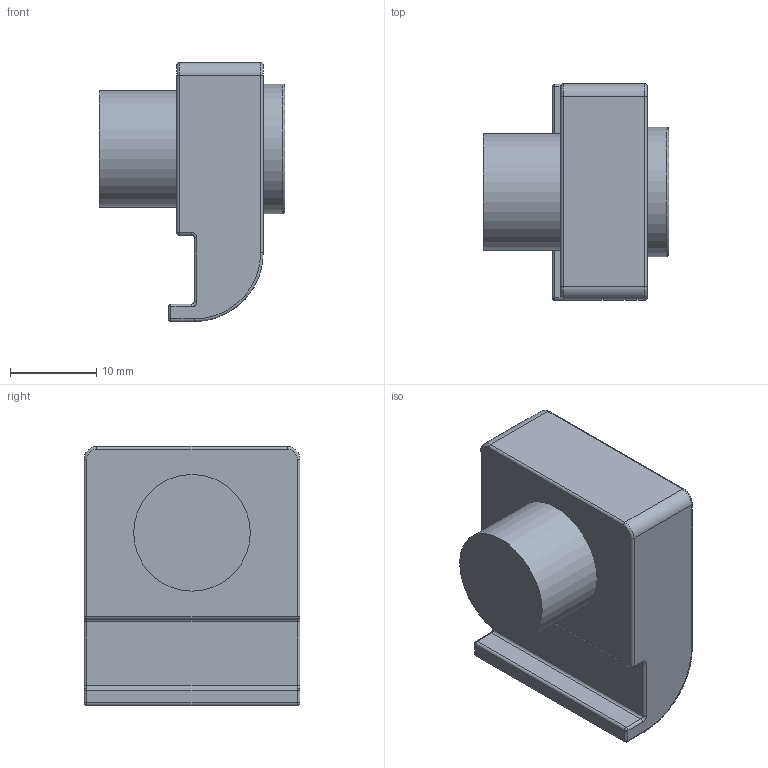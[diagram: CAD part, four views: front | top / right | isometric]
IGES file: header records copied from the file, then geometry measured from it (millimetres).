
Global section: file name: 624518.stp.ipt; native system: Autodesk Inventor 2014; preprocessor: unknown; author: zeman; date: 20151016.101919; units: millimetre
Bounding box: 21.5 x 25 x 30 mm (x, y, z)
Volume: 8309.9 mm3; surface area: 4341.1 mm2
Topology: 3 solids, 3 shells, 70 faces, 152 edges, 86 vertices
Faces by surface type: cylinder 27, plane 20, revolution 17, sphere 6
Full cylindrical faces by diameter (mm): 13.5 x1, 15 x2
